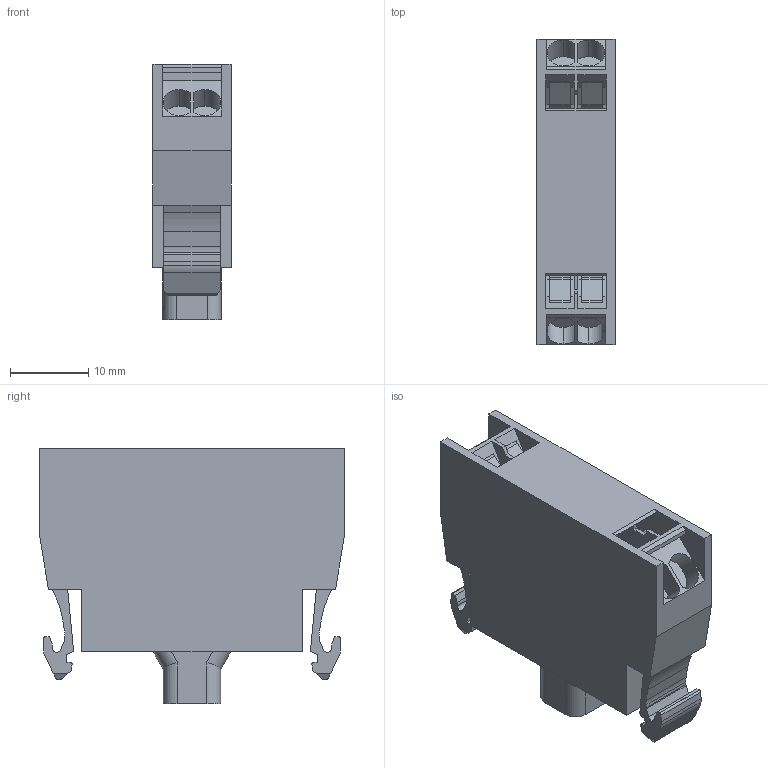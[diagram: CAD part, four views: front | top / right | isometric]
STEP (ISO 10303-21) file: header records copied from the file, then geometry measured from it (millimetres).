
FILE_DESCRIPTION(('HOOPS Exchange Step'),'2;1');
FILE_NAME('export-EF3A7148-DE00-403F-80C9-DA937B4D419F.stp','2022-11-03T14:33:40+01:00',('Engineering'),('Alibre'),'HOOPS Exchange 2021.0','Alibre','Unknown authorisation');
FILE_SCHEMA( ('AP242_MANAGED_MODEL_BASED_3D_ENGINEERING_MIM_LF {1 0 10303 442 1 1 4 }') );
Length unit declared in the file: millimetre
Products named in the file (1): 3468 Eaton Moeller RMQ-Titan M22-CLED-G (Green) - 216571
Bounding box: 10 x 39 x 32.6 mm (x, y, z)
Volume: 9190.9 mm3; surface area: 4263.5 mm2
Topology: 1 solids, 1 shells, 222 faces, 622 edges, 412 vertices
Faces by surface type: plane 150, cylinder 68, cone 4
Entity records: 7244 total; most frequent: CARTESIAN_POINT 1326, ORIENTED_EDGE 1244, DIRECTION 1206, EDGE_CURVE 622, VECTOR 478, LINE 478, VERTEX_POINT 412, AXIS2_PLACEMENT_3D 364
